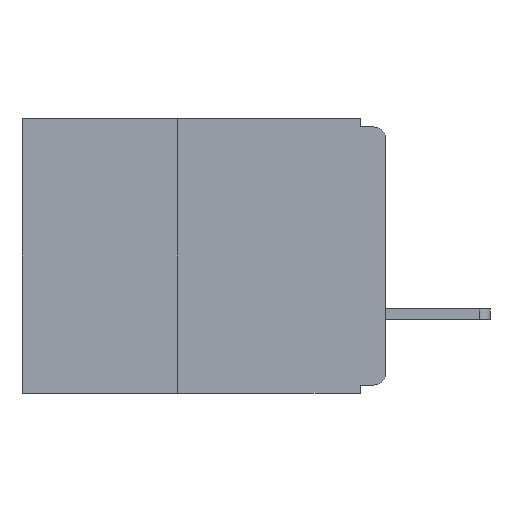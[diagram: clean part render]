
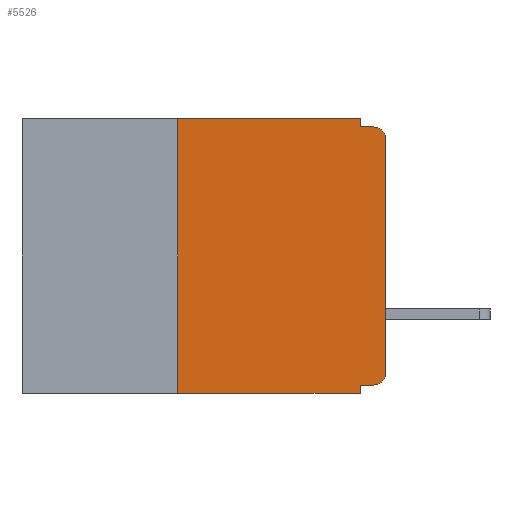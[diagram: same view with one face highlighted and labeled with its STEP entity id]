
A CAD part, left-side view. The second image highlights one B-rep face of the part: STEP entity #5526.
In plain terms, the highlighted planar face has unit normal (-1, 0, 0).
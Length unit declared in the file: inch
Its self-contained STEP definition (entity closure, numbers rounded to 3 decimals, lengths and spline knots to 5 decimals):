
#486 = LINE ( 'NONE', #27484, #27504 ) ;
#489 = ORIENTED_EDGE ( 'NONE', *, *, #33086, .T. ) ;
#1307 = CARTESIAN_POINT ( 'NONE',  ( 0., 0.437, -0.33 ) ) ;
#1317 = DIRECTION ( 'NONE',  ( 0., 1., 0. ) ) ;
#1475 = LINE ( 'NONE', #1307, #7701 ) ;
#1609 = VECTOR ( 'NONE', #23562, 39.37008 ) ;
#1695 = VECTOR ( 'NONE', #1317, 39.37008 ) ;
#1770 = DIRECTION ( 'NONE',  ( -1., 0., 0. ) ) ;
#1922 = EDGE_CURVE ( 'NONE', #20867, #19969, #17490, .T. ) ;
#2533 = ORIENTED_EDGE ( 'NONE', *, *, #23832, .F. ) ;
#2726 = VERTEX_POINT ( 'NONE', #25881 ) ;
#3489 = DIRECTION ( 'NONE',  ( 0., 0., -1. ) ) ;
#3943 = VERTEX_POINT ( 'NONE', #17626 ) ;
#4074 = DIRECTION ( 'NONE',  ( 0., 0., 1. ) ) ;
#5057 = ORIENTED_EDGE ( 'NONE', *, *, #32098, .F. ) ;
#5526 = ADVANCED_FACE ( 'NONE', ( #15238 ), #11460, .F. ) ;
#6054 = CARTESIAN_POINT ( 'NONE',  ( 0., 0.031, 0. ) ) ;
#6177 = DIRECTION ( 'NONE',  ( -1., 0., 0. ) ) ;
#6217 = VERTEX_POINT ( 'NONE', #28709 ) ;
#6708 = DIRECTION ( 'NONE',  ( 0., 0., -1. ) ) ;
#7155 = VERTEX_POINT ( 'NONE', #11212 ) ;
#7701 = VECTOR ( 'NONE', #22332, 39.37008 ) ;
#7962 = CARTESIAN_POINT ( 'NONE',  ( 0., 0.031, 0. ) ) ;
#8441 = EDGE_CURVE ( 'NONE', #31822, #20867, #9317, .T. ) ;
#8767 = LINE ( 'NONE', #24806, #1695 ) ;
#9051 = LINE ( 'NONE', #22846, #22111 ) ;
#9317 = CIRCLE ( 'NONE', #15397, 0.015 ) ;
#9861 = EDGE_CURVE ( 'NONE', #7155, #26483, #486, .T. ) ;
#10513 = EDGE_CURVE ( 'NONE', #12614, #6217, #20998, .T. ) ;
#11087 = DIRECTION ( 'NONE',  ( 0., 0., -1. ) ) ;
#11187 = DIRECTION ( 'NONE',  ( 1., 0., 0. ) ) ;
#11212 = CARTESIAN_POINT ( 'NONE',  ( 0., 0.25, -0.33 ) ) ;
#11311 = CARTESIAN_POINT ( 'NONE',  ( 0., 0.437, 0. ) ) ;
#11460 = PLANE ( 'NONE',  #16185 ) ;
#11812 = VECTOR ( 'NONE', #3489, 39.37008 ) ;
#11993 = CARTESIAN_POINT ( 'NONE',  ( 0., 0.031, -0.33 ) ) ;
#12614 = VERTEX_POINT ( 'NONE', #31977 ) ;
#12621 = LINE ( 'NONE', #6054, #11812 ) ;
#13587 = CARTESIAN_POINT ( 'NONE',  ( 0., 0.015, -0.32 ) ) ;
#14138 = EDGE_CURVE ( 'NONE', #19969, #2726, #29200, .T. ) ;
#15238 = FACE_OUTER_BOUND ( 'NONE', #23754, .T. ) ;
#15397 = AXIS2_PLACEMENT_3D ( 'NONE', #21860, #6177, #24447 ) ;
#16031 = VERTEX_POINT ( 'NONE', #7962 ) ;
#16185 = AXIS2_PLACEMENT_3D ( 'NONE', #11311, #11187, #11087 ) ;
#16342 = EDGE_CURVE ( 'NONE', #31822, #12614, #8767, .T. ) ;
#17051 = DIRECTION ( 'NONE',  ( 0., 0., 1. ) ) ;
#17490 = LINE ( 'NONE', #26775, #18292 ) ;
#17512 = CARTESIAN_POINT ( 'NONE',  ( 0., 0.015, -0.025 ) ) ;
#17626 = CARTESIAN_POINT ( 'NONE',  ( 0., 0.031, -0.01 ) ) ;
#18292 = VECTOR ( 'NONE', #17051, 39.37008 ) ;
#18594 = ORIENTED_EDGE ( 'NONE', *, *, #8441, .T. ) ;
#18991 = ORIENTED_EDGE ( 'NONE', *, *, #9861, .F. ) ;
#19969 = VERTEX_POINT ( 'NONE', #27337 ) ;
#20144 = DIRECTION ( 'NONE',  ( 0., 0., -1. ) ) ;
#20204 = ORIENTED_EDGE ( 'NONE', *, *, #1922, .T. ) ;
#20739 = CARTESIAN_POINT ( 'NONE',  ( 0., 0., -0.305 ) ) ;
#20867 = VERTEX_POINT ( 'NONE', #20739 ) ;
#20953 = CARTESIAN_POINT ( 'NONE',  ( 0., 0., -0.01 ) ) ;
#20998 = LINE ( 'NONE', #11993, #27048 ) ;
#21855 = ORIENTED_EDGE ( 'NONE', *, *, #14138, .T. ) ;
#21860 = CARTESIAN_POINT ( 'NONE',  ( 0., 0.015, -0.305 ) ) ;
#22111 = VECTOR ( 'NONE', #30492, 39.37008 ) ;
#22332 = DIRECTION ( 'NONE',  ( 0., -1., 0. ) ) ;
#22574 = LINE ( 'NONE', #20953, #1609 ) ;
#22846 = CARTESIAN_POINT ( 'NONE',  ( 0., 0.437, 0. ) ) ;
#23380 = AXIS2_PLACEMENT_3D ( 'NONE', #17512, #1770, #20144 ) ;
#23562 = DIRECTION ( 'NONE',  ( 0., -1., 0. ) ) ;
#23754 = EDGE_LOOP ( 'NONE', ( #20204, #21855, #28708, #2533, #5057, #18991, #489, #29125, #29942, #18594 ) ) ;
#23832 = EDGE_CURVE ( 'NONE', #16031, #3943, #12621, .T. ) ;
#24447 = DIRECTION ( 'NONE',  ( 0., 0., -1. ) ) ;
#24806 = CARTESIAN_POINT ( 'NONE',  ( 0., 0., -0.32 ) ) ;
#25313 = EDGE_CURVE ( 'NONE', #3943, #2726, #22574, .T. ) ;
#25881 = CARTESIAN_POINT ( 'NONE',  ( 0., 0.015, -0.01 ) ) ;
#26483 = VERTEX_POINT ( 'NONE', #28199 ) ;
#26775 = CARTESIAN_POINT ( 'NONE',  ( 0., 0., 0. ) ) ;
#27048 = VECTOR ( 'NONE', #6708, 39.37008 ) ;
#27337 = CARTESIAN_POINT ( 'NONE',  ( 0., 0., -0.025 ) ) ;
#27484 = CARTESIAN_POINT ( 'NONE',  ( 0., 0.25, -0.33 ) ) ;
#27504 = VECTOR ( 'NONE', #4074, 39.37008 ) ;
#28199 = CARTESIAN_POINT ( 'NONE',  ( 0., 0.25, 0. ) ) ;
#28708 = ORIENTED_EDGE ( 'NONE', *, *, #25313, .F. ) ;
#28709 = CARTESIAN_POINT ( 'NONE',  ( 0., 0.031, -0.33 ) ) ;
#29125 = ORIENTED_EDGE ( 'NONE', *, *, #10513, .F. ) ;
#29200 = CIRCLE ( 'NONE', #23380, 0.015 ) ;
#29942 = ORIENTED_EDGE ( 'NONE', *, *, #16342, .F. ) ;
#30492 = DIRECTION ( 'NONE',  ( 0., -1., 0. ) ) ;
#31822 = VERTEX_POINT ( 'NONE', #13587 ) ;
#31977 = CARTESIAN_POINT ( 'NONE',  ( 0., 0.031, -0.32 ) ) ;
#32098 = EDGE_CURVE ( 'NONE', #26483, #16031, #9051, .T. ) ;
#33086 = EDGE_CURVE ( 'NONE', #7155, #6217, #1475, .T. ) ;
